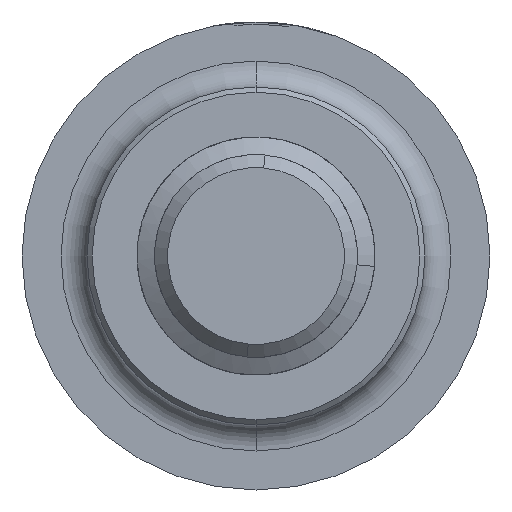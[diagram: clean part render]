
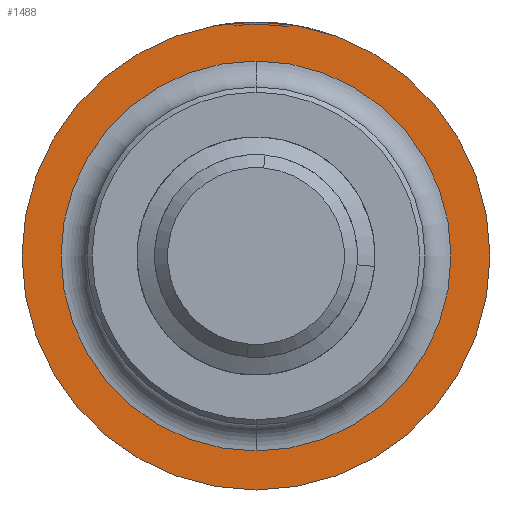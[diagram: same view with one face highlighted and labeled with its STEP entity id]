
A CAD part, front view. The second image highlights one B-rep face of the part: STEP entity #1488.
In plain terms, the highlighted planar face has unit normal (0, -1, 0).
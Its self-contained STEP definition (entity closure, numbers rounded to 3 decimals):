
#297 = DIRECTION ( 'NONE',  ( 0., -1., 0. ) ) ;
#673 = DIRECTION ( 'NONE',  ( 0., -1., 0. ) ) ;
#745 = AXIS2_PLACEMENT_3D ( 'NONE', #3350, #673, #4444 ) ;
#1488 = ADVANCED_FACE ( 'NONE', ( #3146, #2627 ), #6576, .T. ) ;
#1498 = DIRECTION ( 'NONE',  ( 0., -1., 0. ) ) ;
#1551 = DIRECTION ( 'NONE',  ( 0., 0., -1. ) ) ;
#1739 = VERTEX_POINT ( 'NONE', #5176 ) ;
#2060 = VERTEX_POINT ( 'NONE', #2733 ) ;
#2232 = VERTEX_POINT ( 'NONE', #5635 ) ;
#2420 = AXIS2_PLACEMENT_3D ( 'NONE', #4624, #297, #5715 ) ;
#2627 = FACE_BOUND ( 'NONE', #2888, .T. ) ;
#2733 = CARTESIAN_POINT ( 'NONE',  ( 0., 12.42, -7.5 ) ) ;
#2888 = EDGE_LOOP ( 'NONE', ( #6498, #3978 ) ) ;
#3123 = CARTESIAN_POINT ( 'NONE',  ( 0., 12.42, 0. ) ) ;
#3146 = FACE_OUTER_BOUND ( 'NONE', #4730, .T. ) ;
#3178 = CIRCLE ( 'NONE', #3410, 7.5 ) ;
#3350 = CARTESIAN_POINT ( 'NONE',  ( 7.5, 12.42, 0. ) ) ;
#3410 = AXIS2_PLACEMENT_3D ( 'NONE', #4128, #4489, #6252 ) ;
#3528 = CIRCLE ( 'NONE', #5831, 7.5 ) ;
#3978 = ORIENTED_EDGE ( 'NONE', *, *, #5033, .F. ) ;
#4047 = EDGE_CURVE ( 'NONE', #2060, #1739, #3528, .T. ) ;
#4128 = CARTESIAN_POINT ( 'NONE',  ( 0., 12.42, 0. ) ) ;
#4271 = DIRECTION ( 'NONE',  ( 0., -1., 0. ) ) ;
#4444 = DIRECTION ( 'NONE',  ( 0., 0., -1. ) ) ;
#4489 = DIRECTION ( 'NONE',  ( 0., -1., 0. ) ) ;
#4624 = CARTESIAN_POINT ( 'NONE',  ( 0., 12.42, 0. ) ) ;
#4663 = EDGE_CURVE ( 'NONE', #2232, #5891, #5213, .T. ) ;
#4730 = EDGE_LOOP ( 'NONE', ( #5458, #4819 ) ) ;
#4732 = CARTESIAN_POINT ( 'NONE',  ( 0., 12.42, 9. ) ) ;
#4819 = ORIENTED_EDGE ( 'NONE', *, *, #5697, .T. ) ;
#5033 = EDGE_CURVE ( 'NONE', #1739, #2060, #3178, .T. ) ;
#5176 = CARTESIAN_POINT ( 'NONE',  ( 0., 12.42, 7.5 ) ) ;
#5209 = CARTESIAN_POINT ( 'NONE',  ( 0., 12.42, 0. ) ) ;
#5213 = CIRCLE ( 'NONE', #5958, 9. ) ;
#5458 = ORIENTED_EDGE ( 'NONE', *, *, #4663, .T. ) ;
#5635 = CARTESIAN_POINT ( 'NONE',  ( 0., 12.42, -9. ) ) ;
#5697 = EDGE_CURVE ( 'NONE', #5891, #2232, #6869, .T. ) ;
#5715 = DIRECTION ( 'NONE',  ( 0., 0., -1. ) ) ;
#5831 = AXIS2_PLACEMENT_3D ( 'NONE', #3123, #4271, #1551 ) ;
#5891 = VERTEX_POINT ( 'NONE', #4732 ) ;
#5958 = AXIS2_PLACEMENT_3D ( 'NONE', #5209, #1498, #6846 ) ;
#6252 = DIRECTION ( 'NONE',  ( 0., 0., -1. ) ) ;
#6498 = ORIENTED_EDGE ( 'NONE', *, *, #4047, .F. ) ;
#6576 = PLANE ( 'NONE',  #745 ) ;
#6846 = DIRECTION ( 'NONE',  ( 0., 0., -1. ) ) ;
#6869 = CIRCLE ( 'NONE', #2420, 9. ) ;
